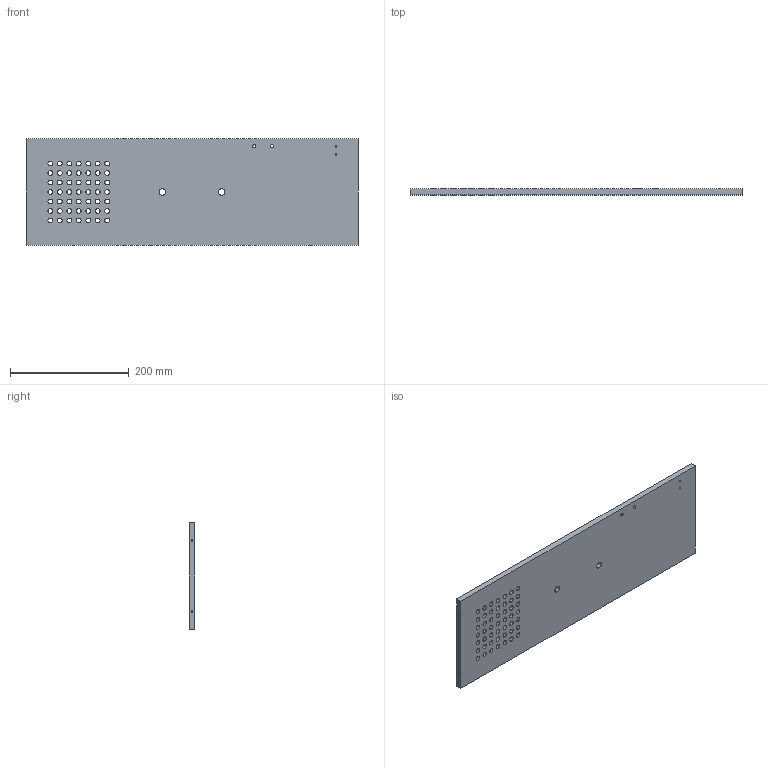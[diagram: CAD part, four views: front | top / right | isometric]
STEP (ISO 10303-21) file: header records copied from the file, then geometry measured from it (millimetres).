
FILE_DESCRIPTION (( 'STEP AP203' ), '1' );
FILE_NAME ('TAE-22001JC-001-04.STEP', '2021-12-21T06:47:43', ( '' ), ( '' ), 'SwSTEP 2.0', 'SolidWorks 2016', '' );
FILE_SCHEMA (( 'CONFIG_CONTROL_DESIGN' ));
Length unit declared in the file: millimetre
Products named in the file (1): TAE-22001JC-001-04
Bounding box: 560 x 10 x 180 mm (x, y, z)
Volume: 979723.6 mm3; surface area: 225372.3 mm2
Topology: 1 solids, 1 shells, 150 faces, 424 edges, 271 vertices
Faces by surface type: cylinder 128, cone 14, plane 8
Entity records: 5191 total; most frequent: DIRECTION 968, CARTESIAN_POINT 832, ORIENTED_EDGE 820, EDGE_CURVE 410, AXIS2_PLACEMENT_3D 407, VERTEX_POINT 271, EDGE_LOOP 269, CIRCLE 256
